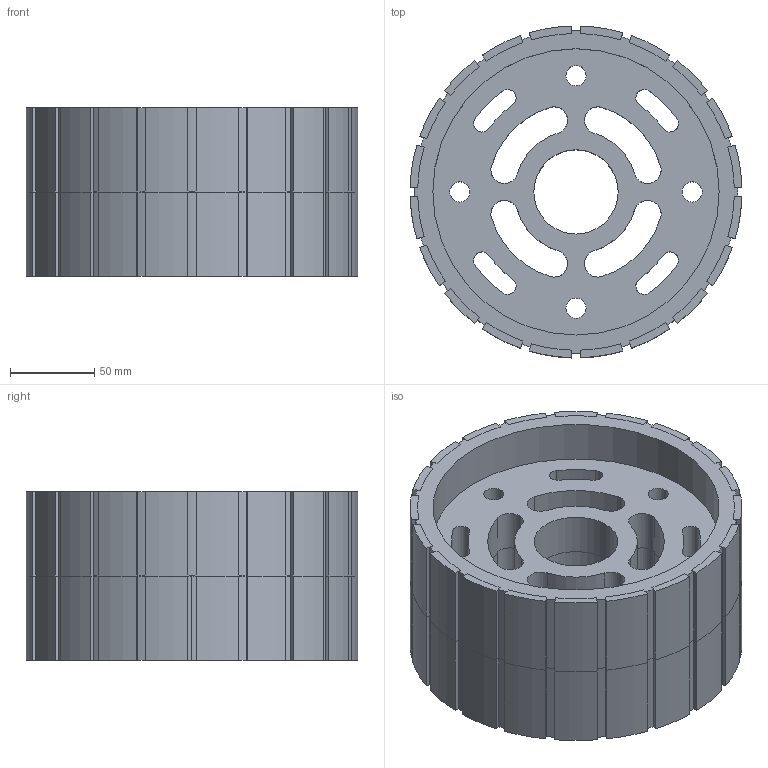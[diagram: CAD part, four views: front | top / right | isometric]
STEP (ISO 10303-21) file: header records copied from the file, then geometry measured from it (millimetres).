
FILE_DESCRIPTION (( 'STEP AP203' ), '1' );
FILE_NAME ('ROTOR MONTAJI.STEP', '2018-03-23T11:22:26', ( '' ), ( '' ), 'SwSTEP 2.0', 'SolidWorks 2017', '' );
FILE_SCHEMA (( 'CONFIG_CONTROL_DESIGN' ));
Length unit declared in the file: millimetre
Products named in the file (4): magnet; rotor1; ROTOR MONTAJI; rotor2
Assembly tree (42 placements, depth 2):
  ROTOR MONTAJI
    rotor1
    rotor2
    magnet  x40
Bounding box: 196.92 x 196.92 x 100 mm (x, y, z)
Volume: 1526336 mm3; surface area: 361055.6 mm2
Topology: 42 solids, 42 shells, 512 faces, 1278 edges, 852 vertices
Faces by surface type: cylinder 266, plane 246
Entity records: 11136 total; most frequent: DIRECTION 1832, CARTESIAN_POINT 1673, ORIENTED_EDGE 1620, EDGE_CURVE 810, AXIS2_PLACEMENT_3D 699, VERTEX_POINT 540, LINE 434, VECTOR 434
